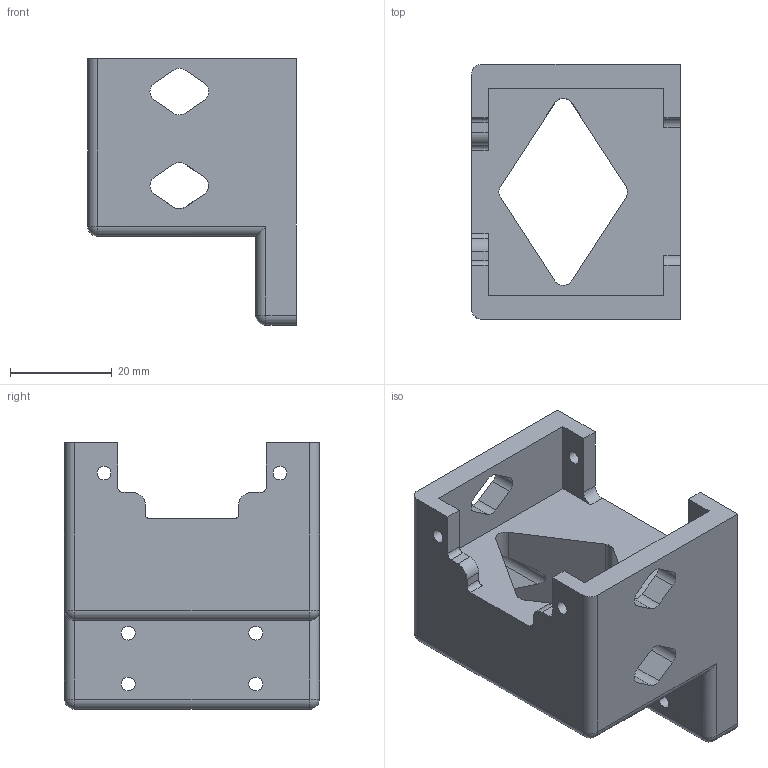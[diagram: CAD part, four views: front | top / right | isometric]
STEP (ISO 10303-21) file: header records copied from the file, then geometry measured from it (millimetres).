
FILE_DESCRIPTION(/* description */ (''),/* implementation_level */ '2;1');
FILE_NAME(/* name */ 'MotorCasing.stp',/* time_stamp */ '2020-05-08T18:55:32+12:00',/* author */ ('Ajay Yadiki'),/* organization */ (''),/* preprocessor_version */ 'ST-DEVELOPER v18',/* originating_system */ 'Autodesk Inventor 2020',/* authorisation */ '');
FILE_SCHEMA (('AUTOMOTIVE_DESIGN { 1 0 10303 214 3 1 1 }'));
Length unit declared in the file: millimetre
Products named in the file (1): MotorCasing
Bounding box: 41.1 x 50.2 x 52.5 mm (x, y, z)
Volume: 42620.3 mm3; surface area: 14582.1 mm2
Topology: 1 solids, 1 shells, 100 faces, 286 edges, 188 vertices
Faces by surface type: cylinder 50, plane 46, sphere 4
Full cylindrical faces by diameter (mm): 2.7 x10
Entity records: 3387 total; most frequent: DIRECTION 596, CARTESIAN_POINT 575, ORIENTED_EDGE 572, EDGE_CURVE 286, AXIS2_PLACEMENT_3D 209, VERTEX_POINT 188, LINE 178, VECTOR 178
